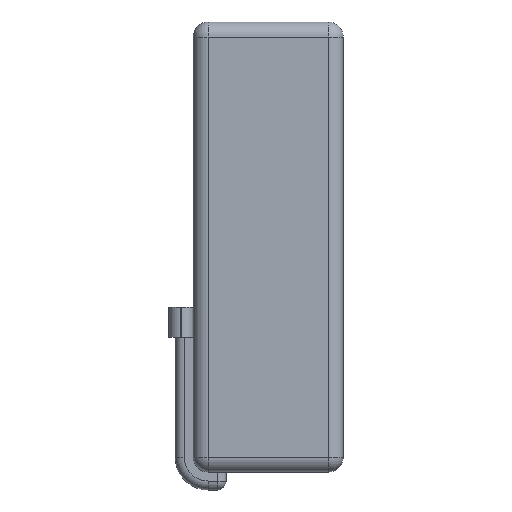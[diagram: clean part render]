
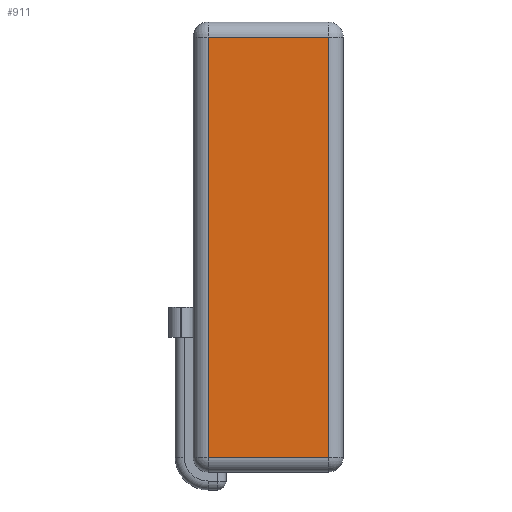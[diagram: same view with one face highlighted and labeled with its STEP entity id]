
A CAD part, left-side view. The second image highlights one B-rep face of the part: STEP entity #911.
In plain terms, the highlighted planar face has unit normal (-1, 0, 0).
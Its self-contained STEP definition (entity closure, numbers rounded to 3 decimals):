
#29=PLANE('',#1012);
#51=LINE('',#1438,#125);
#53=LINE('',#1448,#127);
#57=LINE('',#1468,#131);
#59=LINE('',#1471,#133);
#125=VECTOR('',#1131,10.);
#127=VECTOR('',#1143,10.);
#131=VECTOR('',#1167,10.);
#133=VECTOR('',#1171,10.);
#246=FACE_OUTER_BOUND('',#307,.T.);
#307=EDGE_LOOP('',(#692,#693,#694,#695));
#411=VERTEX_POINT('',#1412);
#420=VERTEX_POINT('',#1433);
#421=VERTEX_POINT('',#1440);
#429=VERTEX_POINT('',#1463);
#500=EDGE_CURVE('',#411,#420,#51,.T.);
#505=EDGE_CURVE('',#421,#411,#53,.T.);
#515=EDGE_CURVE('',#420,#429,#57,.T.);
#517=EDGE_CURVE('',#429,#421,#59,.T.);
#692=ORIENTED_EDGE('',*,*,#500,.F.);
#693=ORIENTED_EDGE('',*,*,#505,.F.);
#694=ORIENTED_EDGE('',*,*,#517,.F.);
#695=ORIENTED_EDGE('',*,*,#515,.F.);
#911=ADVANCED_FACE('',(#246),#29,.F.);
#1012=AXIS2_PLACEMENT_3D('',#1494,#1202,#1203);
#1131=DIRECTION('',(0.,0.,-1.));
#1143=DIRECTION('',(0.,-1.,0.));
#1167=DIRECTION('',(0.,1.,0.));
#1171=DIRECTION('',(0.,0.,1.));
#1202=DIRECTION('center_axis',(1.,0.,0.));
#1203=DIRECTION('ref_axis',(0.,0.,-1.));
#1412=CARTESIAN_POINT('',(0.,5.,-5.));
#1433=CARTESIAN_POINT('',(0.,5.,-145.));
#1438=CARTESIAN_POINT('',(0.,5.,-37.5));
#1440=CARTESIAN_POINT('',(0.,45.,-5.));
#1448=CARTESIAN_POINT('',(0.,37.5,-5.));
#1463=CARTESIAN_POINT('',(0.,45.,-145.));
#1468=CARTESIAN_POINT('',(0.,12.5,-145.));
#1471=CARTESIAN_POINT('',(0.,45.,-112.5));
#1494=CARTESIAN_POINT('Origin',(0.,25.,-75.));
